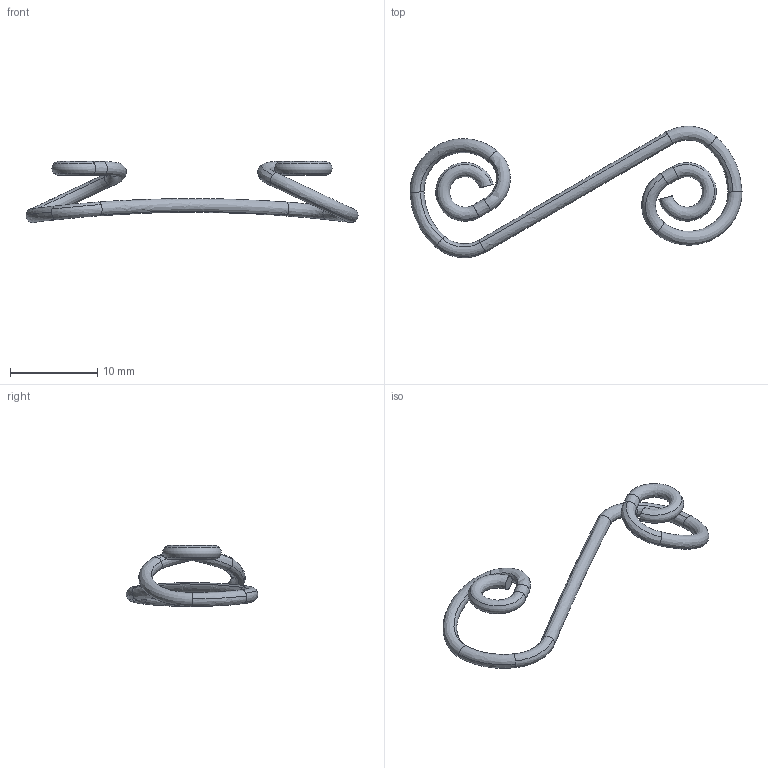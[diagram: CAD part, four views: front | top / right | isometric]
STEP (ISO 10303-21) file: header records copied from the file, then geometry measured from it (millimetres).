
FILE_DESCRIPTION((''),'2;1');
FILE_NAME('','2005-07-15T15:56:43',(''),(''),'','CADfix','');
FILE_SCHEMA(('AUTOMOTIVE_DESIGN'));
Length unit declared in the file: millimetre
Products named in the file (1): spring
Bounding box: 38.01 x 15.06 x 7 mm (x, y, z)
Volume: 232.3 mm3; surface area: 585 mm2
Topology: 1 solids, 1 shells, 28 faces, 93 edges, 67 vertices
Faces by surface type: bspline 28
Entity records: 4670 total; most frequent: CARTESIAN_POINT 4125, ORIENTED_EDGE 186, EDGE_CURVE 93, VERTEX_POINT 67, B_SPLINE_CURVE_WITH_KNOTS 64, EDGE_LOOP 28, FACE_OUTER_BOUND 28, ADVANCED_FACE 28
